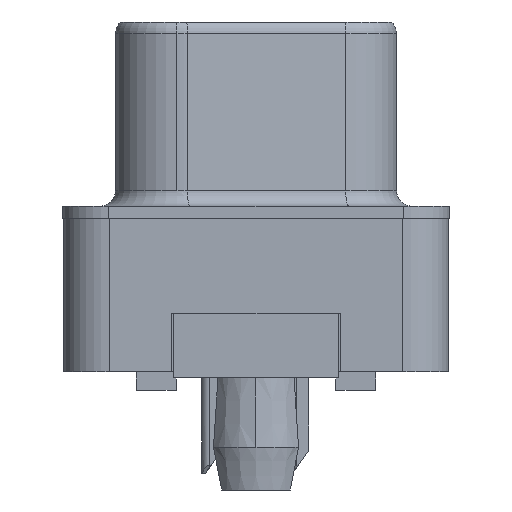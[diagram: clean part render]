
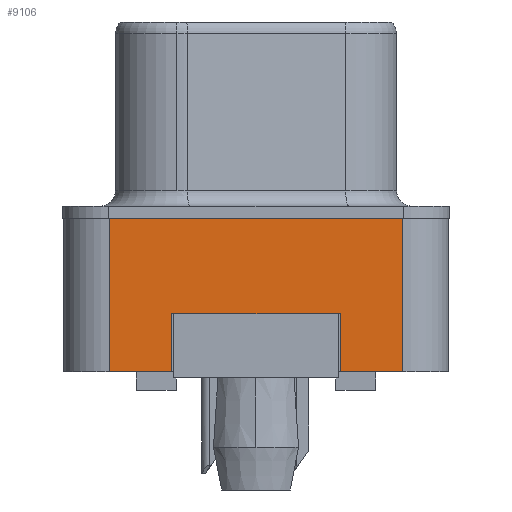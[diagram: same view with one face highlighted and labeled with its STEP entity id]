
A CAD part, left-side view. The second image highlights one B-rep face of the part: STEP entity #9106.
In plain terms, the highlighted planar face has unit normal (-1, 0, 0).
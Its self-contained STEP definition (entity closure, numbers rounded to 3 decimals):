
#305 = EDGE_CURVE ( 'NONE', #18478, #16312, #18188, .T. ) ;
#648 = DIRECTION ( 'NONE',  ( -1., 0., 0. ) ) ;
#1798 = EDGE_CURVE ( 'NONE', #18478, #12924, #7916, .T. ) ;
#1978 = ORIENTED_EDGE ( 'NONE', *, *, #305, .T. ) ;
#2205 = CARTESIAN_POINT ( 'NONE',  ( -2.935, 4.775, 0. ) ) ;
#2547 = ORIENTED_EDGE ( 'NONE', *, *, #1798, .F. ) ;
#2707 = EDGE_CURVE ( 'NONE', #17003, #16943, #13131, .T. ) ;
#3522 = CARTESIAN_POINT ( 'NONE',  ( -2.935, 2.75, -3.1 ) ) ;
#3654 = CARTESIAN_POINT ( 'NONE',  ( -2.935, -4.775, -5. ) ) ;
#3820 = EDGE_CURVE ( 'NONE', #12924, #6111, #8732, .T. ) ;
#4100 = CARTESIAN_POINT ( 'NONE',  ( -2.935, -4.775, -5. ) ) ;
#4945 = DIRECTION ( 'NONE',  ( 0., 0., 1. ) ) ;
#5316 = LINE ( 'NONE', #17935, #10414 ) ;
#5413 = ORIENTED_EDGE ( 'NONE', *, *, #2707, .T. ) ;
#6111 = VERTEX_POINT ( 'NONE', #14109 ) ;
#6170 = LINE ( 'NONE', #15980, #7735 ) ;
#6225 = AXIS2_PLACEMENT_3D ( 'NONE', #3654, #648, #12142 ) ;
#6402 = EDGE_CURVE ( 'NONE', #16379, #15411, #6691, .T. ) ;
#6446 = FACE_OUTER_BOUND ( 'NONE', #6533, .T. ) ;
#6533 = EDGE_LOOP ( 'NONE', ( #13091, #5413, #8306, #8124, #2547, #1978, #13721, #13845 ) ) ;
#6583 = CARTESIAN_POINT ( 'NONE',  ( -2.935, 2.75, -5. ) ) ;
#6691 = LINE ( 'NONE', #9571, #11538 ) ;
#7198 = CARTESIAN_POINT ( 'NONE',  ( -2.935, -2.75, -5. ) ) ;
#7735 = VECTOR ( 'NONE', #14950, 1000. ) ;
#7916 = LINE ( 'NONE', #13627, #11560 ) ;
#8124 = ORIENTED_EDGE ( 'NONE', *, *, #3820, .F. ) ;
#8306 = ORIENTED_EDGE ( 'NONE', *, *, #11628, .T. ) ;
#8732 = LINE ( 'NONE', #15750, #16257 ) ;
#9106 = ADVANCED_FACE ( 'NONE', ( #6446 ), #17740, .T. ) ;
#9571 = CARTESIAN_POINT ( 'NONE',  ( -2.935, 2.75, -3.1 ) ) ;
#9867 = DIRECTION ( 'NONE',  ( 0., -1., 0. ) ) ;
#9952 = LINE ( 'NONE', #15662, #13386 ) ;
#9973 = CARTESIAN_POINT ( 'NONE',  ( -2.935, 4.775, -5. ) ) ;
#10016 = CARTESIAN_POINT ( 'NONE',  ( -2.935, -2.75, -3.1 ) ) ;
#10414 = VECTOR ( 'NONE', #15125, 1000. ) ;
#10784 = EDGE_CURVE ( 'NONE', #15411, #16312, #9952, .T. ) ;
#10976 = DIRECTION ( 'NONE',  ( 0., 1., 0. ) ) ;
#11414 = EDGE_CURVE ( 'NONE', #16379, #17003, #6170, .T. ) ;
#11538 = VECTOR ( 'NONE', #10976, 1000. ) ;
#11560 = VECTOR ( 'NONE', #4945, 1000. ) ;
#11628 = EDGE_CURVE ( 'NONE', #16943, #6111, #5316, .T. ) ;
#11814 = CARTESIAN_POINT ( 'NONE',  ( -2.935, -4.775, -5. ) ) ;
#12004 = DIRECTION ( 'NONE',  ( 0., -1., 0. ) ) ;
#12142 = DIRECTION ( 'NONE',  ( 0., 0., 1. ) ) ;
#12675 = DIRECTION ( 'NONE',  ( 0., 0., -1. ) ) ;
#12799 = VECTOR ( 'NONE', #12004, 1000. ) ;
#12924 = VERTEX_POINT ( 'NONE', #2205 ) ;
#13091 = ORIENTED_EDGE ( 'NONE', *, *, #11414, .T. ) ;
#13131 = LINE ( 'NONE', #11814, #12799 ) ;
#13386 = VECTOR ( 'NONE', #12675, 1000. ) ;
#13627 = CARTESIAN_POINT ( 'NONE',  ( -2.935, 4.775, -5. ) ) ;
#13721 = ORIENTED_EDGE ( 'NONE', *, *, #10784, .F. ) ;
#13845 = ORIENTED_EDGE ( 'NONE', *, *, #6402, .F. ) ;
#14109 = CARTESIAN_POINT ( 'NONE',  ( -2.935, -4.775, 0. ) ) ;
#14164 = DIRECTION ( 'NONE',  ( 0., -1., 0. ) ) ;
#14950 = DIRECTION ( 'NONE',  ( 0., 0., -1. ) ) ;
#15125 = DIRECTION ( 'NONE',  ( 0., 0., 1. ) ) ;
#15155 = VECTOR ( 'NONE', #9867, 1000. ) ;
#15411 = VERTEX_POINT ( 'NONE', #3522 ) ;
#15662 = CARTESIAN_POINT ( 'NONE',  ( -2.935, 2.75, -3.1 ) ) ;
#15750 = CARTESIAN_POINT ( 'NONE',  ( -2.935, -4.775, 0. ) ) ;
#15980 = CARTESIAN_POINT ( 'NONE',  ( -2.935, -2.75, -3.1 ) ) ;
#16063 = CARTESIAN_POINT ( 'NONE',  ( -2.935, -4.775, -5. ) ) ;
#16257 = VECTOR ( 'NONE', #14164, 1000. ) ;
#16312 = VERTEX_POINT ( 'NONE', #6583 ) ;
#16379 = VERTEX_POINT ( 'NONE', #10016 ) ;
#16943 = VERTEX_POINT ( 'NONE', #16063 ) ;
#17003 = VERTEX_POINT ( 'NONE', #7198 ) ;
#17740 = PLANE ( 'NONE',  #6225 ) ;
#17935 = CARTESIAN_POINT ( 'NONE',  ( -2.935, -4.775, -5. ) ) ;
#18188 = LINE ( 'NONE', #4100, #15155 ) ;
#18478 = VERTEX_POINT ( 'NONE', #9973 ) ;
